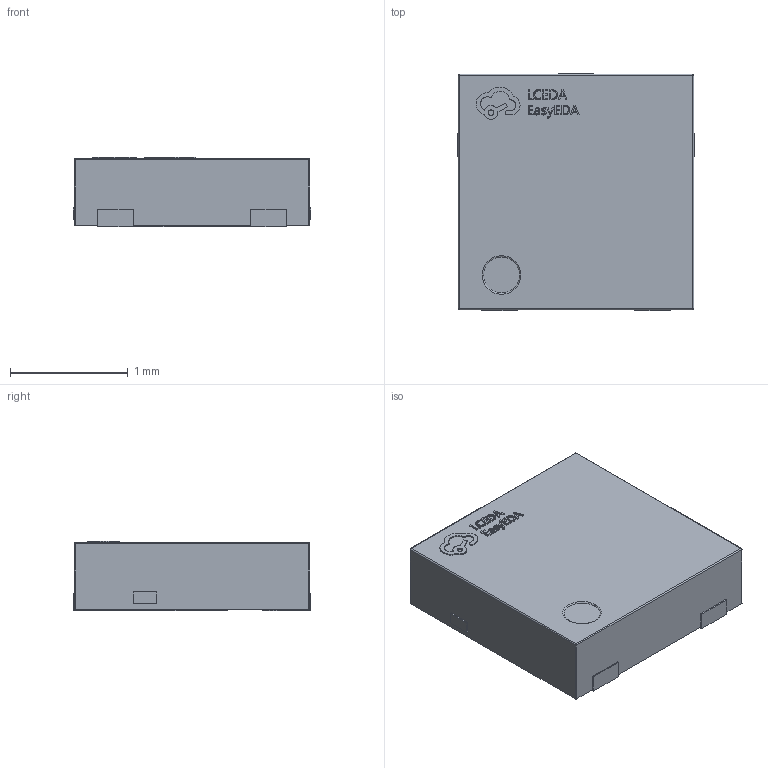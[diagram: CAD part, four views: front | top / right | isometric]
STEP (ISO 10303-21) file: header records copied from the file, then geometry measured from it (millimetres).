
FILE_DESCRIPTION (( 'STEP AP214' ), '1' );
FILE_NAME ('DFN-3_L2.0-W2.0-H0.6-P1.30-BR.step', '2022-06-30T13:11:35', ( '' ), ( '' ), 'SwSTEP 2.0', 'SolidWorks 2020', '' );
FILE_SCHEMA (( 'AUTOMOTIVE_DESIGN' ));
Length unit declared in the file: millimetre
Products named in the file (1): DFN-3_L2.0-W2.0-H0.6-P1.30-BR
Bounding box: 2.02 x 2.02 x 0.59 mm (x, y, z)
Volume: 2.3 mm3; surface area: 12.7 mm2
Topology: 1 solids, 1 shells, 278 faces, 754 edges, 496 vertices
Faces by surface type: plane 164, bspline 98, cylinder 10, sphere 4, torus 2
Entity records: 12248 total; most frequent: CARTESIAN_POINT 2831, ORIENTED_EDGE 1500, DIRECTION 938, EDGE_CURVE 750, VECTOR 524, LINE 524, VERTEX_POINT 496, EDGE_LOOP 300
